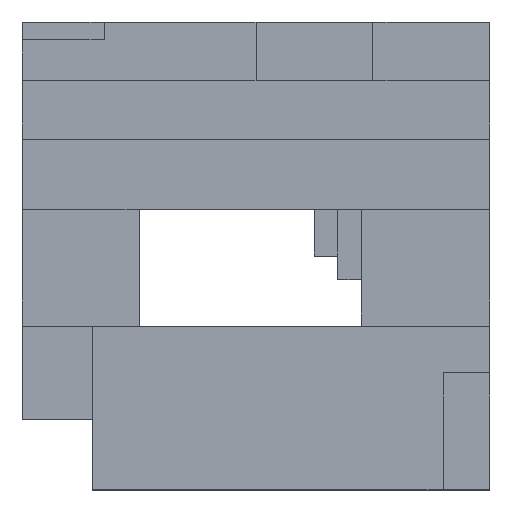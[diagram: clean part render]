
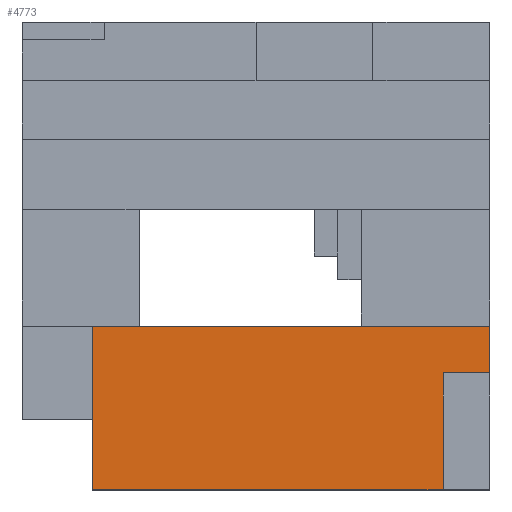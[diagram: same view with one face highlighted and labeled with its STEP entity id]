
A CAD part, top view. The second image highlights one B-rep face of the part: STEP entity #4773.
In plain terms, the highlighted planar face has unit normal (0, 0, 1).
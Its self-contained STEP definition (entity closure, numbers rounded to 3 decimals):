
#4412 = VERTEX_POINT('',#4413);
#4413 = CARTESIAN_POINT('',(-14.,-14.,7.35));
#4422 = PLANE('',#4423);
#4423 = AXIS2_PLACEMENT_3D('',#4424,#4425,#4426);
#4424 = CARTESIAN_POINT('',(-14.,-17.,7.35));
#4425 = DIRECTION('',(-1.,0.,0.));
#4426 = DIRECTION('',(0.,0.,1.));
#4434 = PLANE('',#4435);
#4435 = AXIS2_PLACEMENT_3D('',#4436,#4437,#4438);
#4436 = CARTESIAN_POINT('',(-14.,-17.,7.35));
#4437 = DIRECTION('',(-1.,0.,0.));
#4438 = DIRECTION('',(0.,0.,1.));
#4446 = EDGE_CURVE('',#4412,#4447,#4449,.T.);
#4447 = VERTEX_POINT('',#4448);
#4448 = CARTESIAN_POINT('',(-14.,-6.,7.35));
#4449 = SURFACE_CURVE('',#4450,(#4454,#4460),.PCURVE_S1.);
#4450 = LINE('',#4451,#4452);
#4451 = CARTESIAN_POINT('',(-14.,-8.5,7.35));
#4452 = VECTOR('',#4453,1.);
#4453 = DIRECTION('',(0.,1.,-0.));
#4454 = PCURVE('',#4422,#4455);
#4455 = DEFINITIONAL_REPRESENTATION('',(#4456),#4459);
#4456 = B_SPLINE_CURVE_WITH_KNOTS('',1,(#4457,#4458),.UNSPECIFIED.,.F.,
  .F.,(2,2),(-12.9,3.9),.PIECEWISE_BEZIER_KNOTS.);
#4457 = CARTESIAN_POINT('',(0.,-4.4));
#4458 = CARTESIAN_POINT('',(0.,12.4));
#4459 = ( GEOMETRIC_REPRESENTATION_CONTEXT(2) 
PARAMETRIC_REPRESENTATION_CONTEXT() REPRESENTATION_CONTEXT('2D SPACE',''
  ) );
#4460 = PCURVE('',#4461,#4466);
#4461 = PLANE('',#4462);
#4462 = AXIS2_PLACEMENT_3D('',#4463,#4464,#4465);
#4463 = CARTESIAN_POINT('',(0.,0.,7.35));
#4464 = DIRECTION('',(0.,0.,1.));
#4465 = DIRECTION('',(1.,0.,0.));
#4466 = DEFINITIONAL_REPRESENTATION('',(#4467),#4470);
#4467 = B_SPLINE_CURVE_WITH_KNOTS('',1,(#4468,#4469),.UNSPECIFIED.,.F.,
  .F.,(2,2),(-12.9,3.9),.PIECEWISE_BEZIER_KNOTS.);
#4468 = CARTESIAN_POINT('',(-14.,-21.4));
#4469 = CARTESIAN_POINT('',(-14.,-4.6));
#4470 = ( GEOMETRIC_REPRESENTATION_CONTEXT(2) 
PARAMETRIC_REPRESENTATION_CONTEXT() REPRESENTATION_CONTEXT('2D SPACE',''
  ) );
#4487 = PLANE('',#4488);
#4488 = AXIS2_PLACEMENT_3D('',#4489,#4490,#4491);
#4489 = CARTESIAN_POINT('',(8.,-6.,7.35));
#4490 = DIRECTION('',(0.,1.,0.));
#4491 = DIRECTION('',(1.,0.,-0.));
#4549 = VERTEX_POINT('',#4550);
#4550 = CARTESIAN_POINT('',(-14.,-20.,7.35));
#4564 = PLANE('',#4565);
#4565 = AXIS2_PLACEMENT_3D('',#4566,#4567,#4568);
#4566 = CARTESIAN_POINT('',(0.,-20.,0.));
#4567 = DIRECTION('',(0.,-1.,0.));
#4568 = DIRECTION('',(0.,0.,-1.));
#4576 = EDGE_CURVE('',#4412,#4549,#4577,.T.);
#4577 = SURFACE_CURVE('',#4578,(#4582,#4589),.PCURVE_S1.);
#4578 = LINE('',#4579,#4580);
#4579 = CARTESIAN_POINT('',(-14.,-14.,7.35));
#4580 = VECTOR('',#4581,1.);
#4581 = DIRECTION('',(0.,-1.,0.));
#4582 = PCURVE('',#4434,#4583);
#4583 = DEFINITIONAL_REPRESENTATION('',(#4584),#4588);
#4584 = LINE('',#4585,#4586);
#4585 = CARTESIAN_POINT('',(0.,3.));
#4586 = VECTOR('',#4587,1.);
#4587 = DIRECTION('',(0.,-1.));
#4588 = ( GEOMETRIC_REPRESENTATION_CONTEXT(2) 
PARAMETRIC_REPRESENTATION_CONTEXT() REPRESENTATION_CONTEXT('2D SPACE',''
  ) );
#4589 = PCURVE('',#4461,#4590);
#4590 = DEFINITIONAL_REPRESENTATION('',(#4591),#4595);
#4591 = LINE('',#4592,#4593);
#4592 = CARTESIAN_POINT('',(-14.,-14.));
#4593 = VECTOR('',#4594,1.);
#4594 = DIRECTION('',(0.,-1.));
#4595 = ( GEOMETRIC_REPRESENTATION_CONTEXT(2) 
PARAMETRIC_REPRESENTATION_CONTEXT() REPRESENTATION_CONTEXT('2D SPACE',''
  ) );
#4642 = PLANE('',#4643);
#4643 = AXIS2_PLACEMENT_3D('',#4644,#4645,#4646);
#4644 = CARTESIAN_POINT('',(20.,0.,0.));
#4645 = DIRECTION('',(1.,0.,0.));
#4646 = DIRECTION('',(0.,1.,0.));
#4669 = PLANE('',#4670);
#4670 = AXIS2_PLACEMENT_3D('',#4671,#4672,#4673);
#4671 = CARTESIAN_POINT('',(8.,-6.,7.35));
#4672 = DIRECTION('',(0.,1.,0.));
#4673 = DIRECTION('',(1.,0.,-0.));
#4696 = PLANE('',#4697);
#4697 = AXIS2_PLACEMENT_3D('',#4698,#4699,#4700);
#4698 = CARTESIAN_POINT('',(8.,-6.,7.35));
#4699 = DIRECTION('',(0.,1.,0.));
#4700 = DIRECTION('',(1.,0.,0.));
#4731 = EDGE_CURVE('',#4447,#4732,#4734,.T.);
#4732 = VERTEX_POINT('',#4733);
#4733 = CARTESIAN_POINT('',(-10.,-6.,7.35));
#4734 = SURFACE_CURVE('',#4735,(#4739,#4745),.PCURVE_S1.);
#4735 = LINE('',#4736,#4737);
#4736 = CARTESIAN_POINT('',(4.,-6.,7.35));
#4737 = VECTOR('',#4738,1.);
#4738 = DIRECTION('',(1.,0.,0.));
#4739 = PCURVE('',#4487,#4740);
#4740 = DEFINITIONAL_REPRESENTATION('',(#4741),#4744);
#4741 = B_SPLINE_CURVE_WITH_KNOTS('',1,(#4742,#4743),.UNSPECIFIED.,.F.,
  .F.,(2,2),(-28.,20.),.PIECEWISE_BEZIER_KNOTS.);
#4742 = CARTESIAN_POINT('',(-32.,0.));
#4743 = CARTESIAN_POINT('',(16.,0.));
#4744 = ( GEOMETRIC_REPRESENTATION_CONTEXT(2) 
PARAMETRIC_REPRESENTATION_CONTEXT() REPRESENTATION_CONTEXT('2D SPACE',''
  ) );
#4745 = PCURVE('',#4461,#4746);
#4746 = DEFINITIONAL_REPRESENTATION('',(#4747),#4750);
#4747 = B_SPLINE_CURVE_WITH_KNOTS('',1,(#4748,#4749),.UNSPECIFIED.,.F.,
  .F.,(2,2),(-28.,20.),.PIECEWISE_BEZIER_KNOTS.);
#4748 = CARTESIAN_POINT('',(-24.,-6.));
#4749 = CARTESIAN_POINT('',(24.,-6.));
#4750 = ( GEOMETRIC_REPRESENTATION_CONTEXT(2) 
PARAMETRIC_REPRESENTATION_CONTEXT() REPRESENTATION_CONTEXT('2D SPACE',''
  ) );
#4773 = ADVANCED_FACE('',(#4774),#4461,.T.);
#4774 = FACE_BOUND('',#4775,.T.);
#4775 = EDGE_LOOP('',(#4776,#4806,#4829,#4852,#4873,#4894,#4895,#4896,
    #4897));
#4776 = ORIENTED_EDGE('',*,*,#4777,.F.);
#4777 = EDGE_CURVE('',#4778,#4780,#4782,.T.);
#4778 = VERTEX_POINT('',#4779);
#4779 = CARTESIAN_POINT('',(16.,-10.,7.35));
#4780 = VERTEX_POINT('',#4781);
#4781 = CARTESIAN_POINT('',(16.,-20.,7.35));
#4782 = SURFACE_CURVE('',#4783,(#4787,#4794),.PCURVE_S1.);
#4783 = LINE('',#4784,#4785);
#4784 = CARTESIAN_POINT('',(16.,-10.,7.35));
#4785 = VECTOR('',#4786,1.);
#4786 = DIRECTION('',(0.,-1.,0.));
#4787 = PCURVE('',#4461,#4788);
#4788 = DEFINITIONAL_REPRESENTATION('',(#4789),#4793);
#4789 = LINE('',#4790,#4791);
#4790 = CARTESIAN_POINT('',(16.,-10.));
#4791 = VECTOR('',#4792,1.);
#4792 = DIRECTION('',(0.,-1.));
#4793 = ( GEOMETRIC_REPRESENTATION_CONTEXT(2) 
PARAMETRIC_REPRESENTATION_CONTEXT() REPRESENTATION_CONTEXT('2D SPACE',''
  ) );
#4794 = PCURVE('',#4795,#4800);
#4795 = PLANE('',#4796);
#4796 = AXIS2_PLACEMENT_3D('',#4797,#4798,#4799);
#4797 = CARTESIAN_POINT('',(0.,0.,7.35));
#4798 = DIRECTION('',(0.,0.,1.));
#4799 = DIRECTION('',(1.,-0.,0.));
#4800 = DEFINITIONAL_REPRESENTATION('',(#4801),#4805);
#4801 = LINE('',#4802,#4803);
#4802 = CARTESIAN_POINT('',(16.,-10.));
#4803 = VECTOR('',#4804,1.);
#4804 = DIRECTION('',(0.,-1.));
#4805 = ( GEOMETRIC_REPRESENTATION_CONTEXT(2) 
PARAMETRIC_REPRESENTATION_CONTEXT() REPRESENTATION_CONTEXT('2D SPACE',''
  ) );
#4806 = ORIENTED_EDGE('',*,*,#4807,.F.);
#4807 = EDGE_CURVE('',#4808,#4778,#4810,.T.);
#4808 = VERTEX_POINT('',#4809);
#4809 = CARTESIAN_POINT('',(20.,-10.,7.35));
#4810 = SURFACE_CURVE('',#4811,(#4815,#4822),.PCURVE_S1.);
#4811 = LINE('',#4812,#4813);
#4812 = CARTESIAN_POINT('',(20.,-10.,7.35));
#4813 = VECTOR('',#4814,1.);
#4814 = DIRECTION('',(-1.,0.,0.));
#4815 = PCURVE('',#4461,#4816);
#4816 = DEFINITIONAL_REPRESENTATION('',(#4817),#4821);
#4817 = LINE('',#4818,#4819);
#4818 = CARTESIAN_POINT('',(20.,-10.));
#4819 = VECTOR('',#4820,1.);
#4820 = DIRECTION('',(-1.,0.));
#4821 = ( GEOMETRIC_REPRESENTATION_CONTEXT(2) 
PARAMETRIC_REPRESENTATION_CONTEXT() REPRESENTATION_CONTEXT('2D SPACE',''
  ) );
#4822 = PCURVE('',#4795,#4823);
#4823 = DEFINITIONAL_REPRESENTATION('',(#4824),#4828);
#4824 = LINE('',#4825,#4826);
#4825 = CARTESIAN_POINT('',(20.,-10.));
#4826 = VECTOR('',#4827,1.);
#4827 = DIRECTION('',(-1.,0.));
#4828 = ( GEOMETRIC_REPRESENTATION_CONTEXT(2) 
PARAMETRIC_REPRESENTATION_CONTEXT() REPRESENTATION_CONTEXT('2D SPACE',''
  ) );
#4829 = ORIENTED_EDGE('',*,*,#4830,.F.);
#4830 = EDGE_CURVE('',#4831,#4808,#4833,.T.);
#4831 = VERTEX_POINT('',#4832);
#4832 = CARTESIAN_POINT('',(20.,-6.,7.35));
#4833 = SURFACE_CURVE('',#4834,(#4838,#4845),.PCURVE_S1.);
#4834 = LINE('',#4835,#4836);
#4835 = CARTESIAN_POINT('',(20.,20.,7.35));
#4836 = VECTOR('',#4837,1.);
#4837 = DIRECTION('',(0.,-1.,0.));
#4838 = PCURVE('',#4461,#4839);
#4839 = DEFINITIONAL_REPRESENTATION('',(#4840),#4844);
#4840 = LINE('',#4841,#4842);
#4841 = CARTESIAN_POINT('',(20.,20.));
#4842 = VECTOR('',#4843,1.);
#4843 = DIRECTION('',(0.,-1.));
#4844 = ( GEOMETRIC_REPRESENTATION_CONTEXT(2) 
PARAMETRIC_REPRESENTATION_CONTEXT() REPRESENTATION_CONTEXT('2D SPACE',''
  ) );
#4845 = PCURVE('',#4642,#4846);
#4846 = DEFINITIONAL_REPRESENTATION('',(#4847),#4851);
#4847 = LINE('',#4848,#4849);
#4848 = CARTESIAN_POINT('',(20.,7.35));
#4849 = VECTOR('',#4850,1.);
#4850 = DIRECTION('',(-1.,0.));
#4851 = ( GEOMETRIC_REPRESENTATION_CONTEXT(2) 
PARAMETRIC_REPRESENTATION_CONTEXT() REPRESENTATION_CONTEXT('2D SPACE',''
  ) );
#4852 = ORIENTED_EDGE('',*,*,#4853,.F.);
#4853 = EDGE_CURVE('',#4854,#4831,#4856,.T.);
#4854 = VERTEX_POINT('',#4855);
#4855 = CARTESIAN_POINT('',(9.,-6.,7.35));
#4856 = SURFACE_CURVE('',#4857,(#4861,#4867),.PCURVE_S1.);
#4857 = LINE('',#4858,#4859);
#4858 = CARTESIAN_POINT('',(4.,-6.,7.35));
#4859 = VECTOR('',#4860,1.);
#4860 = DIRECTION('',(1.,0.,0.));
#4861 = PCURVE('',#4461,#4862);
#4862 = DEFINITIONAL_REPRESENTATION('',(#4863),#4866);
#4863 = B_SPLINE_CURVE_WITH_KNOTS('',1,(#4864,#4865),.UNSPECIFIED.,.F.,
  .F.,(2,2),(-28.,20.),.PIECEWISE_BEZIER_KNOTS.);
#4864 = CARTESIAN_POINT('',(-24.,-6.));
#4865 = CARTESIAN_POINT('',(24.,-6.));
#4866 = ( GEOMETRIC_REPRESENTATION_CONTEXT(2) 
PARAMETRIC_REPRESENTATION_CONTEXT() REPRESENTATION_CONTEXT('2D SPACE',''
  ) );
#4867 = PCURVE('',#4669,#4868);
#4868 = DEFINITIONAL_REPRESENTATION('',(#4869),#4872);
#4869 = B_SPLINE_CURVE_WITH_KNOTS('',1,(#4870,#4871),.UNSPECIFIED.,.F.,
  .F.,(2,2),(-28.,20.),.PIECEWISE_BEZIER_KNOTS.);
#4870 = CARTESIAN_POINT('',(-32.,0.));
#4871 = CARTESIAN_POINT('',(16.,0.));
#4872 = ( GEOMETRIC_REPRESENTATION_CONTEXT(2) 
PARAMETRIC_REPRESENTATION_CONTEXT() REPRESENTATION_CONTEXT('2D SPACE',''
  ) );
#4873 = ORIENTED_EDGE('',*,*,#4874,.T.);
#4874 = EDGE_CURVE('',#4854,#4732,#4875,.T.);
#4875 = SURFACE_CURVE('',#4876,(#4880,#4887),.PCURVE_S1.);
#4876 = LINE('',#4877,#4878);
#4877 = CARTESIAN_POINT('',(9.,-6.,7.35));
#4878 = VECTOR('',#4879,1.);
#4879 = DIRECTION('',(-1.,0.,0.));
#4880 = PCURVE('',#4461,#4881);
#4881 = DEFINITIONAL_REPRESENTATION('',(#4882),#4886);
#4882 = LINE('',#4883,#4884);
#4883 = CARTESIAN_POINT('',(9.,-6.));
#4884 = VECTOR('',#4885,1.);
#4885 = DIRECTION('',(-1.,0.));
#4886 = ( GEOMETRIC_REPRESENTATION_CONTEXT(2) 
PARAMETRIC_REPRESENTATION_CONTEXT() REPRESENTATION_CONTEXT('2D SPACE',''
  ) );
#4887 = PCURVE('',#4696,#4888);
#4888 = DEFINITIONAL_REPRESENTATION('',(#4889),#4893);
#4889 = LINE('',#4890,#4891);
#4890 = CARTESIAN_POINT('',(1.,0.));
#4891 = VECTOR('',#4892,1.);
#4892 = DIRECTION('',(-1.,0.));
#4893 = ( GEOMETRIC_REPRESENTATION_CONTEXT(2) 
PARAMETRIC_REPRESENTATION_CONTEXT() REPRESENTATION_CONTEXT('2D SPACE',''
  ) );
#4894 = ORIENTED_EDGE('',*,*,#4731,.F.);
#4895 = ORIENTED_EDGE('',*,*,#4446,.F.);
#4896 = ORIENTED_EDGE('',*,*,#4576,.T.);
#4897 = ORIENTED_EDGE('',*,*,#4898,.F.);
#4898 = EDGE_CURVE('',#4780,#4549,#4899,.T.);
#4899 = SURFACE_CURVE('',#4900,(#4904,#4911),.PCURVE_S1.);
#4900 = LINE('',#4901,#4902);
#4901 = CARTESIAN_POINT('',(20.,-20.,7.35));
#4902 = VECTOR('',#4903,1.);
#4903 = DIRECTION('',(-1.,0.,0.));
#4904 = PCURVE('',#4461,#4905);
#4905 = DEFINITIONAL_REPRESENTATION('',(#4906),#4910);
#4906 = LINE('',#4907,#4908);
#4907 = CARTESIAN_POINT('',(20.,-20.));
#4908 = VECTOR('',#4909,1.);
#4909 = DIRECTION('',(-1.,0.));
#4910 = ( GEOMETRIC_REPRESENTATION_CONTEXT(2) 
PARAMETRIC_REPRESENTATION_CONTEXT() REPRESENTATION_CONTEXT('2D SPACE',''
  ) );
#4911 = PCURVE('',#4564,#4912);
#4912 = DEFINITIONAL_REPRESENTATION('',(#4913),#4917);
#4913 = LINE('',#4914,#4915);
#4914 = CARTESIAN_POINT('',(-7.35,20.));
#4915 = VECTOR('',#4916,1.);
#4916 = DIRECTION('',(0.,-1.));
#4917 = ( GEOMETRIC_REPRESENTATION_CONTEXT(2) 
PARAMETRIC_REPRESENTATION_CONTEXT() REPRESENTATION_CONTEXT('2D SPACE',''
  ) );
